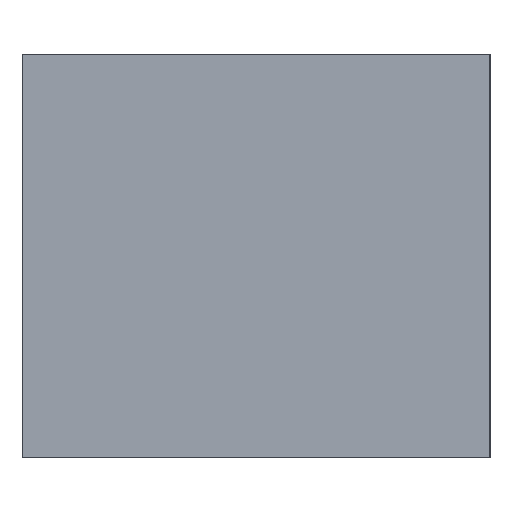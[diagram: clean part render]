
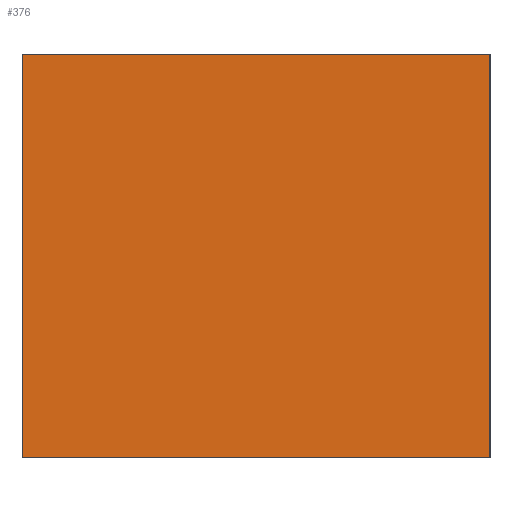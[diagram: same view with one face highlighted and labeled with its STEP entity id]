
A CAD part, left-side view. The second image highlights one B-rep face of the part: STEP entity #376.
In plain terms, the highlighted planar face has unit normal (-1, 0, 0).
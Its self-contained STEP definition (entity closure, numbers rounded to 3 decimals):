
#18 = CARTESIAN_POINT ( 'NONE',  ( -1.1, 0.725, 1.25 ) ) ;
#25 = VERTEX_POINT ( 'NONE', #260 ) ;
#69 = ORIENTED_EDGE ( 'NONE', *, *, #513, .T. ) ;
#97 = DIRECTION ( 'NONE',  ( 0., 1., 0. ) ) ;
#112 = DIRECTION ( 'NONE',  ( 0., 0., -1. ) ) ;
#116 = LINE ( 'NONE', #348, #145 ) ;
#139 = LINE ( 'NONE', #282, #404 ) ;
#145 = VECTOR ( 'NONE', #495, 1000. ) ;
#155 = VERTEX_POINT ( 'NONE', #531 ) ;
#165 = LINE ( 'NONE', #498, #315 ) ;
#174 = CARTESIAN_POINT ( 'NONE',  ( -1.1, 0.725, 0. ) ) ;
#193 = VECTOR ( 'NONE', #112, 1000. ) ;
#201 = FACE_OUTER_BOUND ( 'NONE', #258, .T. ) ;
#212 = ORIENTED_EDGE ( 'NONE', *, *, #224, .F. ) ;
#224 = EDGE_CURVE ( 'NONE', #155, #25, #139, .T. ) ;
#258 = EDGE_LOOP ( 'NONE', ( #212, #333, #355, #69 ) ) ;
#260 = CARTESIAN_POINT ( 'NONE',  ( -1.1, -0.725, 0. ) ) ;
#282 = CARTESIAN_POINT ( 'NONE',  ( -1.1, -0.725, 2.714 ) ) ;
#285 = EDGE_CURVE ( 'NONE', #430, #401, #303, .T. ) ;
#299 = CARTESIAN_POINT ( 'NONE',  ( -1.1, 0.725, 2.714 ) ) ;
#303 = LINE ( 'NONE', #484, #193 ) ;
#310 = AXIS2_PLACEMENT_3D ( 'NONE', #299, #339, #466 ) ;
#315 = VECTOR ( 'NONE', #97, 1000. ) ;
#333 = ORIENTED_EDGE ( 'NONE', *, *, #519, .T. ) ;
#339 = DIRECTION ( 'NONE',  ( 1., 0., 0. ) ) ;
#348 = CARTESIAN_POINT ( 'NONE',  ( -1.1, 0.725, 0. ) ) ;
#355 = ORIENTED_EDGE ( 'NONE', *, *, #285, .T. ) ;
#376 = ADVANCED_FACE ( 'NONE', ( #201 ), #384, .F. ) ;
#384 = PLANE ( 'NONE',  #310 ) ;
#401 = VERTEX_POINT ( 'NONE', #174 ) ;
#404 = VECTOR ( 'NONE', #482, 1000. ) ;
#430 = VERTEX_POINT ( 'NONE', #18 ) ;
#466 = DIRECTION ( 'NONE',  ( 0., 1., 0. ) ) ;
#482 = DIRECTION ( 'NONE',  ( 0., 0., -1. ) ) ;
#484 = CARTESIAN_POINT ( 'NONE',  ( -1.1, 0.725, 2.714 ) ) ;
#495 = DIRECTION ( 'NONE',  ( 0., -1., 0. ) ) ;
#498 = CARTESIAN_POINT ( 'NONE',  ( -1.1, 0.725, 1.25 ) ) ;
#513 = EDGE_CURVE ( 'NONE', #401, #25, #116, .T. ) ;
#519 = EDGE_CURVE ( 'NONE', #155, #430, #165, .T. ) ;
#531 = CARTESIAN_POINT ( 'NONE',  ( -1.1, -0.725, 1.25 ) ) ;
